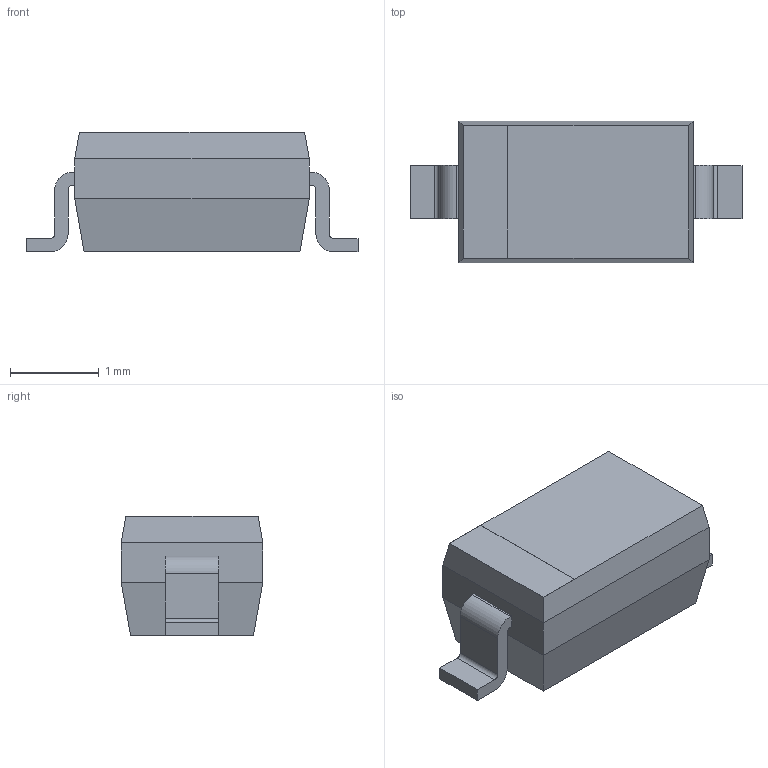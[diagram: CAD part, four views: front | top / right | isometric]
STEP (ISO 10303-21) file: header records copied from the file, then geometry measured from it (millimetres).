
FILE_DESCRIPTION (( 'STEP AP214' ), '1' );
FILE_NAME ( 'SOD375X160X135L40X60.STEP', '2022-06-01T17:04:45', ( '' ), ( '' ), '', '©2017 PCB Libraries, Inc.', '' );
FILE_SCHEMA (( 'AUTOMOTIVE_DESIGN' ));
Length unit declared in the file: millimetre
Products named in the file (1): SOD375X160X135L40X60
Bounding box: 3.75 x 1.6 x 1.35 mm (x, y, z)
Volume: 5.6 mm3; surface area: 22.4 mm2
Topology: 3 solids, 3 shells, 47 faces, 111 edges, 70 vertices
Faces by surface type: plane 39, cylinder 8
Entity records: 1528 total; most frequent: CARTESIAN_POINT 229, DIRECTION 223, ORIENTED_EDGE 222, EDGE_CURVE 111, VECTOR 95, LINE 95, VERTEX_POINT 70, AXIS2_PLACEMENT_3D 64
